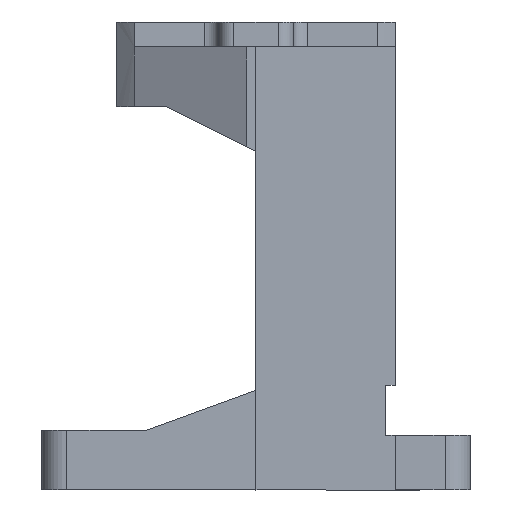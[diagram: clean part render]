
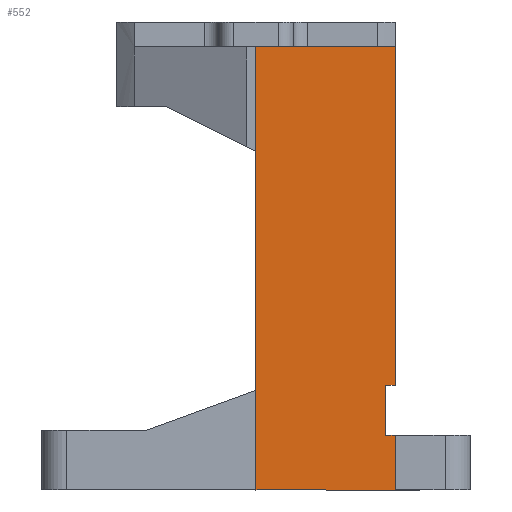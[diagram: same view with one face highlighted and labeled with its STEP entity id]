
A CAD part, left-side view. The second image highlights one B-rep face of the part: STEP entity #552.
In plain terms, the highlighted planar face has unit normal (-1, 0, 0).
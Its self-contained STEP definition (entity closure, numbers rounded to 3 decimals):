
#95 = ORIENTED_EDGE ( 'NONE', *, *, #1800, .F. ) ;
#109 = CARTESIAN_POINT ( 'NONE',  ( -44., -28., 14.5 ) ) ;
#139 = CARTESIAN_POINT ( 'NONE',  ( -44., 0., -6.5 ) ) ;
#262 = VECTOR ( 'NONE', #1427, 1000. ) ;
#268 = CARTESIAN_POINT ( 'NONE',  ( -44., 0., 82.5 ) ) ;
#303 = VECTOR ( 'NONE', #3806, 1000. ) ;
#305 = EDGE_CURVE ( 'NONE', #1087, #381, #3114, .T. ) ;
#370 = CARTESIAN_POINT ( 'NONE',  ( -44., -28., 4.5 ) ) ;
#381 = VERTEX_POINT ( 'NONE', #3324 ) ;
#383 = VECTOR ( 'NONE', #947, 1000. ) ;
#394 = FACE_OUTER_BOUND ( 'NONE', #1565, .T. ) ;
#401 = CARTESIAN_POINT ( 'NONE',  ( -44., -28., 14.5 ) ) ;
#433 = VECTOR ( 'NONE', #2197, 1000. ) ;
#460 = ORIENTED_EDGE ( 'NONE', *, *, #836, .F. ) ;
#552 = ADVANCED_FACE ( 'NONE', ( #394 ), #4015, .F. ) ;
#582 = ORIENTED_EDGE ( 'NONE', *, *, #2840, .F. ) ;
#692 = CARTESIAN_POINT ( 'NONE',  ( -44., 0., 82.5 ) ) ;
#709 = VECTOR ( 'NONE', #880, 1000. ) ;
#836 = EDGE_CURVE ( 'NONE', #3334, #3644, #1936, .T. ) ;
#880 = DIRECTION ( 'NONE',  ( 0., 1., 0. ) ) ;
#938 = ORIENTED_EDGE ( 'NONE', *, *, #971, .F. ) ;
#947 = DIRECTION ( 'NONE',  ( 0., 0., -1. ) ) ;
#971 = EDGE_CURVE ( 'NONE', #1636, #1087, #3220, .T. ) ;
#1067 = VECTOR ( 'NONE', #1414, 1000. ) ;
#1087 = VERTEX_POINT ( 'NONE', #268 ) ;
#1123 = LINE ( 'NONE', #109, #262 ) ;
#1129 = ORIENTED_EDGE ( 'NONE', *, *, #2233, .F. ) ;
#1133 = DIRECTION ( 'NONE',  ( 1., 0., 0. ) ) ;
#1152 = LINE ( 'NONE', #2120, #2668 ) ;
#1197 = CARTESIAN_POINT ( 'NONE',  ( -44., -28., 82.5 ) ) ;
#1350 = CARTESIAN_POINT ( 'NONE',  ( -44., 0., 82.5 ) ) ;
#1364 = CARTESIAN_POINT ( 'NONE',  ( -44., -28., -6.5 ) ) ;
#1414 = DIRECTION ( 'NONE',  ( 0., -1., 0. ) ) ;
#1427 = DIRECTION ( 'NONE',  ( 0., 0., -1. ) ) ;
#1565 = EDGE_LOOP ( 'NONE', ( #3687, #938, #3897, #1129, #460, #582, #95, #2301 ) ) ;
#1636 = VERTEX_POINT ( 'NONE', #139 ) ;
#1669 = EDGE_CURVE ( 'NONE', #3049, #1636, #4115, .T. ) ;
#1750 = DIRECTION ( 'NONE',  ( 0., -1., 0. ) ) ;
#1785 = CARTESIAN_POINT ( 'NONE',  ( -44., -28., 4.5 ) ) ;
#1800 = EDGE_CURVE ( 'NONE', #3205, #2056, #1152, .T. ) ;
#1936 = LINE ( 'NONE', #370, #1067 ) ;
#1987 = CARTESIAN_POINT ( 'NONE',  ( -44., -26., 14.5 ) ) ;
#2056 = VERTEX_POINT ( 'NONE', #1987 ) ;
#2120 = CARTESIAN_POINT ( 'NONE',  ( -44., -26., 14.5 ) ) ;
#2197 = DIRECTION ( 'NONE',  ( 0., 0., -1. ) ) ;
#2233 = EDGE_CURVE ( 'NONE', #3644, #3049, #3712, .T. ) ;
#2301 = ORIENTED_EDGE ( 'NONE', *, *, #4169, .F. ) ;
#2557 = CARTESIAN_POINT ( 'NONE',  ( -44., -28., -6.5 ) ) ;
#2668 = VECTOR ( 'NONE', #3776, 1000. ) ;
#2840 = EDGE_CURVE ( 'NONE', #2056, #3334, #2900, .T. ) ;
#2859 = DIRECTION ( 'NONE',  ( 0., -1., 0. ) ) ;
#2872 = AXIS2_PLACEMENT_3D ( 'NONE', #1197, #1133, #2859 ) ;
#2900 = LINE ( 'NONE', #3122, #433 ) ;
#3006 = VECTOR ( 'NONE', #1750, 1000. ) ;
#3049 = VERTEX_POINT ( 'NONE', #1364 ) ;
#3072 = CARTESIAN_POINT ( 'NONE',  ( -44., 0., -6.5 ) ) ;
#3114 = LINE ( 'NONE', #692, #3006 ) ;
#3122 = CARTESIAN_POINT ( 'NONE',  ( -44., -26., 4.5 ) ) ;
#3205 = VERTEX_POINT ( 'NONE', #401 ) ;
#3220 = LINE ( 'NONE', #1350, #303 ) ;
#3324 = CARTESIAN_POINT ( 'NONE',  ( -44., -28., 82.5 ) ) ;
#3334 = VERTEX_POINT ( 'NONE', #3884 ) ;
#3644 = VERTEX_POINT ( 'NONE', #1785 ) ;
#3687 = ORIENTED_EDGE ( 'NONE', *, *, #305, .F. ) ;
#3712 = LINE ( 'NONE', #2557, #383 ) ;
#3776 = DIRECTION ( 'NONE',  ( 0., 1., 0. ) ) ;
#3806 = DIRECTION ( 'NONE',  ( 0., 0., 1. ) ) ;
#3884 = CARTESIAN_POINT ( 'NONE',  ( -44., -26., 4.5 ) ) ;
#3897 = ORIENTED_EDGE ( 'NONE', *, *, #1669, .F. ) ;
#4015 = PLANE ( 'NONE',  #2872 ) ;
#4115 = LINE ( 'NONE', #3072, #709 ) ;
#4169 = EDGE_CURVE ( 'NONE', #381, #3205, #1123, .T. ) ;
